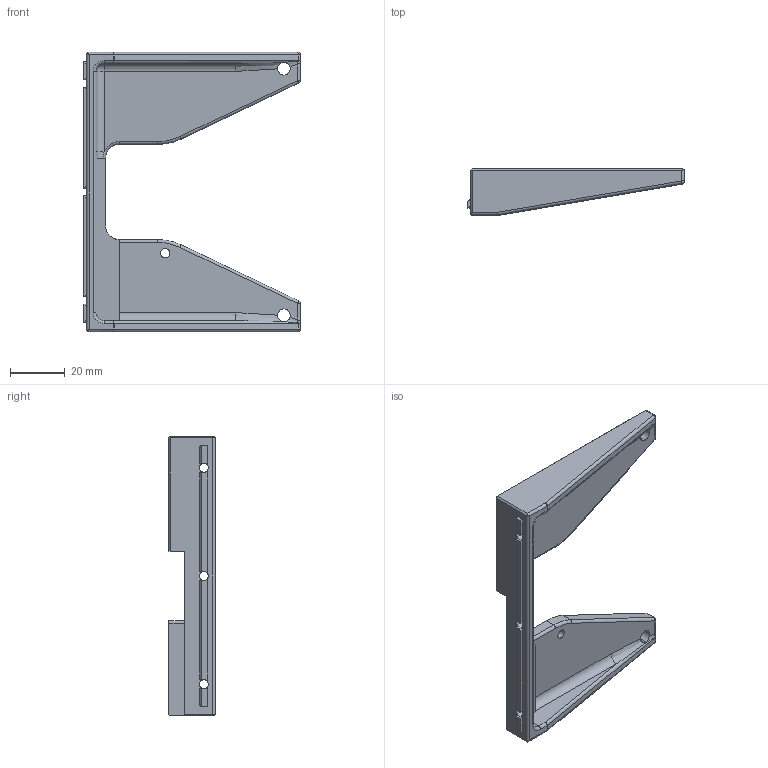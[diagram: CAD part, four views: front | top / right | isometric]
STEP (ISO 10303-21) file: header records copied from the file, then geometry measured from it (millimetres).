
FILE_DESCRIPTION (( 'STEP AP203' ), '1' );
FILE_NAME ('plus50 M8P B Mount.STEP', '2025-04-05T00:50:54', ( '' ), ( '' ), 'SwSTEP 2.0', 'SolidWorks 2025', '' );
FILE_SCHEMA (( 'CONFIG_CONTROL_DESIGN' ));
Length unit declared in the file: millimetre
Products named in the file (1): plus50 M8P B Mount
Bounding box: 79.07 x 17 x 102 mm (x, y, z)
Volume: 30483.4 mm3; surface area: 14973.9 mm2
Topology: 1 solids, 1 shells, 160 faces, 424 edges, 257 vertices
Faces by surface type: cylinder 71, plane 58, sphere 11, cone 10, torus 5, bspline 5
Entity records: 5234 total; most frequent: CARTESIAN_POINT 1245, ORIENTED_EDGE 838, DIRECTION 835, EDGE_CURVE 419, AXIS2_PLACEMENT_3D 309, VERTEX_POINT 257, VECTOR 217, LINE 217
